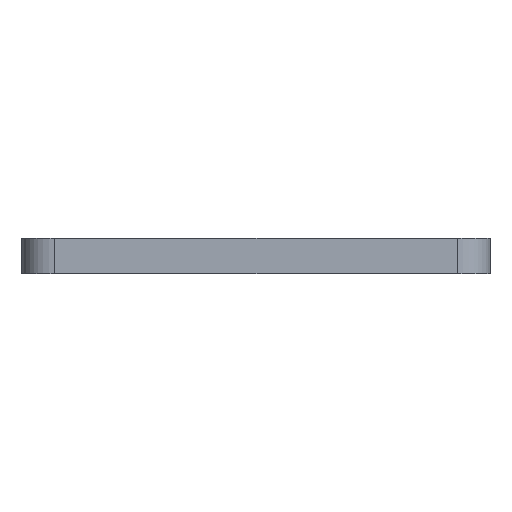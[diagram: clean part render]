
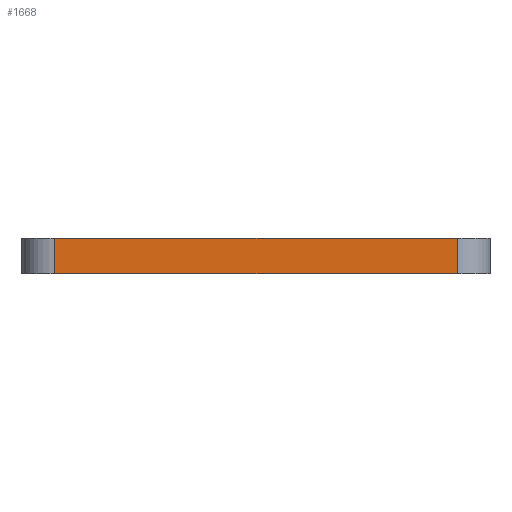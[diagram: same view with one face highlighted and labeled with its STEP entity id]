
A CAD part, left-side view. The second image highlights one B-rep face of the part: STEP entity #1668.
In plain terms, the highlighted planar face has unit normal (-1, 0, 0).
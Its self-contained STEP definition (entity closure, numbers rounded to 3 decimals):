
#167 = EDGE_CURVE ( 'NONE', #542, #907, #202, .T. ) ;
#202 = LINE ( 'NONE', #204, #590 ) ;
#204 = CARTESIAN_POINT ( 'NONE',  ( -88., -62., -9. ) ) ;
#207 = DIRECTION ( 'NONE',  ( 0., 0., 1. ) ) ;
#358 = CARTESIAN_POINT ( 'NONE',  ( -88., 62., -9. ) ) ;
#442 = DIRECTION ( 'NONE',  ( 0., 1., 0. ) ) ;
#493 = DIRECTION ( 'NONE',  ( 0., 0., 1. ) ) ;
#542 = VERTEX_POINT ( 'NONE', #1437 ) ;
#590 = VECTOR ( 'NONE', #207, 1000. ) ;
#790 = ORIENTED_EDGE ( 'NONE', *, *, #940, .T. ) ;
#853 = CARTESIAN_POINT ( 'NONE',  ( -88., 72., -9. ) ) ;
#891 = AXIS2_PLACEMENT_3D ( 'NONE', #853, #1722, #493 ) ;
#907 = VERTEX_POINT ( 'NONE', #1870 ) ;
#940 = EDGE_CURVE ( 'NONE', #907, #1703, #988, .T. ) ;
#957 = ORIENTED_EDGE ( 'NONE', *, *, #1952, .T. ) ;
#988 = LINE ( 'NONE', #1171, #1412 ) ;
#1171 = CARTESIAN_POINT ( 'NONE',  ( -88., 72., -9. ) ) ;
#1235 = VERTEX_POINT ( 'NONE', #2176 ) ;
#1241 = ORIENTED_EDGE ( 'NONE', *, *, #167, .T. ) ;
#1365 = ORIENTED_EDGE ( 'NONE', *, *, #2132, .F. ) ;
#1403 = FACE_OUTER_BOUND ( 'NONE', #2201, .T. ) ;
#1412 = VECTOR ( 'NONE', #442, 1000. ) ;
#1437 = CARTESIAN_POINT ( 'NONE',  ( -88., -62., -20. ) ) ;
#1476 = LINE ( 'NONE', #358, #2233 ) ;
#1550 = LINE ( 'NONE', #1680, #2015 ) ;
#1579 = PLANE ( 'NONE',  #891 ) ;
#1668 = ADVANCED_FACE ( 'NONE', ( #1403 ), #1579, .T. ) ;
#1680 = CARTESIAN_POINT ( 'NONE',  ( -88., 72., -20. ) ) ;
#1703 = VERTEX_POINT ( 'NONE', #2046 ) ;
#1722 = DIRECTION ( 'NONE',  ( -1., 0., 0. ) ) ;
#1854 = DIRECTION ( 'NONE',  ( 0., 1., 0. ) ) ;
#1870 = CARTESIAN_POINT ( 'NONE',  ( -88., -62., -9. ) ) ;
#1945 = DIRECTION ( 'NONE',  ( 0., 0., -1. ) ) ;
#1952 = EDGE_CURVE ( 'NONE', #1703, #1235, #1476, .T. ) ;
#2015 = VECTOR ( 'NONE', #1854, 1000. ) ;
#2046 = CARTESIAN_POINT ( 'NONE',  ( -88., 62., -9. ) ) ;
#2132 = EDGE_CURVE ( 'NONE', #542, #1235, #1550, .T. ) ;
#2176 = CARTESIAN_POINT ( 'NONE',  ( -88., 62., -20. ) ) ;
#2201 = EDGE_LOOP ( 'NONE', ( #1365, #1241, #790, #957 ) ) ;
#2233 = VECTOR ( 'NONE', #1945, 1000. ) ;
